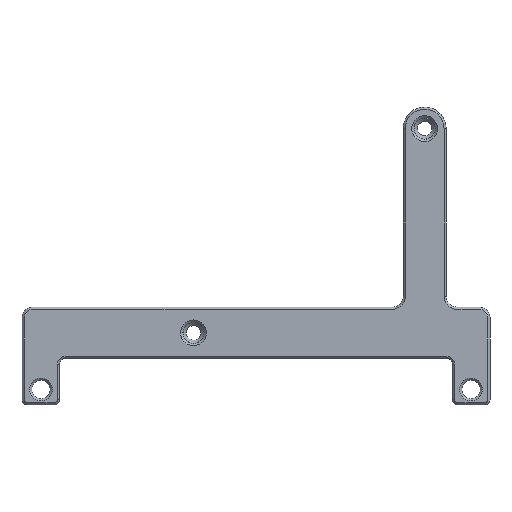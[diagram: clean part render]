
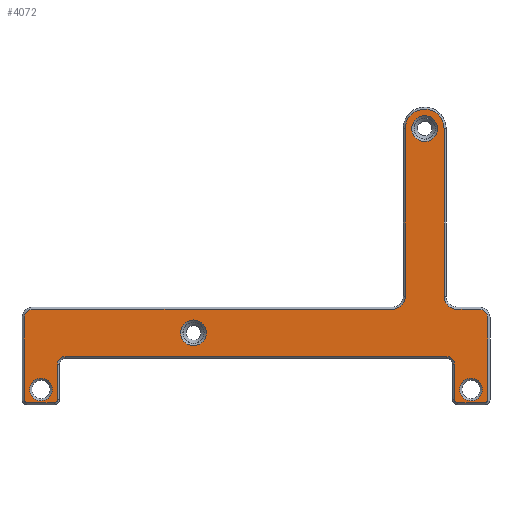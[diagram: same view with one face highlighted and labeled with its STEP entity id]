
A CAD part, front view. The second image highlights one B-rep face of the part: STEP entity #4072.
In plain terms, the highlighted planar face has unit normal (0, -1, 0).
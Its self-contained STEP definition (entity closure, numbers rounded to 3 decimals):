
#119=CIRCLE('',#4264,2.4);
#121=CIRCLE('',#4267,1.6);
#122=CIRCLE('',#4268,0.6);
#123=CIRCLE('',#4269,0.6);
#124=CIRCLE('',#4270,1.4);
#125=CIRCLE('',#4271,1.4);
#126=CIRCLE('',#4272,0.6);
#127=CIRCLE('',#4273,0.6);
#128=CIRCLE('',#4274,1.6);
#129=CIRCLE('',#4275,2.4);
#130=CIRCLE('',#4276,3.6);
#131=CIRCLE('',#4277,2.4);
#132=CIRCLE('',#4278,2.4);
#133=CIRCLE('',#4279,2.1);
#134=CIRCLE('',#4280,2.1);
#157=FACE_BOUND('',#675,.T.);
#158=FACE_BOUND('',#676,.T.);
#159=FACE_BOUND('',#677,.T.);
#160=FACE_BOUND('',#678,.T.);
#225=PLANE('',#4266);
#433=FACE_OUTER_BOUND('',#674,.T.);
#674=EDGE_LOOP('',(#3601,#3602,#3603,#3604,#3605,#3606,#3607,#3608,#3609,
#3610,#3611,#3612,#3613,#3614,#3615,#3616,#3617,#3618,#3619,#3620,#3621,
#3622));
#675=EDGE_LOOP('',(#3623));
#676=EDGE_LOOP('',(#3624));
#677=EDGE_LOOP('',(#3625));
#678=EDGE_LOOP('',(#3626));
#997=LINE('',#7905,#1318);
#998=LINE('',#7909,#1319);
#999=LINE('',#7913,#1320);
#1000=LINE('',#7917,#1321);
#1001=LINE('',#7921,#1322);
#1002=LINE('',#7925,#1323);
#1003=LINE('',#7929,#1324);
#1004=LINE('',#7933,#1325);
#1005=LINE('',#7937,#1326);
#1006=LINE('',#7941,#1327);
#1007=LINE('',#7944,#1328);
#1318=VECTOR('',#4894,10.);
#1319=VECTOR('',#4897,10.);
#1320=VECTOR('',#4900,10.);
#1321=VECTOR('',#4903,10.);
#1322=VECTOR('',#4906,10.);
#1323=VECTOR('',#4909,10.);
#1324=VECTOR('',#4912,10.);
#1325=VECTOR('',#4915,10.);
#1326=VECTOR('',#4918,10.);
#1327=VECTOR('',#4921,10.);
#1328=VECTOR('',#4924,10.);
#1916=VERTEX_POINT('',#7895);
#1918=VERTEX_POINT('',#7901);
#1919=VERTEX_POINT('',#7902);
#1920=VERTEX_POINT('',#7904);
#1921=VERTEX_POINT('',#7906);
#1922=VERTEX_POINT('',#7908);
#1923=VERTEX_POINT('',#7910);
#1924=VERTEX_POINT('',#7912);
#1925=VERTEX_POINT('',#7914);
#1926=VERTEX_POINT('',#7916);
#1927=VERTEX_POINT('',#7918);
#1928=VERTEX_POINT('',#7920);
#1929=VERTEX_POINT('',#7922);
#1930=VERTEX_POINT('',#7924);
#1931=VERTEX_POINT('',#7926);
#1932=VERTEX_POINT('',#7928);
#1933=VERTEX_POINT('',#7930);
#1934=VERTEX_POINT('',#7932);
#1935=VERTEX_POINT('',#7934);
#1936=VERTEX_POINT('',#7936);
#1937=VERTEX_POINT('',#7938);
#1938=VERTEX_POINT('',#7940);
#1939=VERTEX_POINT('',#7942);
#1940=VERTEX_POINT('',#7945);
#1941=VERTEX_POINT('',#7947);
#1942=VERTEX_POINT('',#7949);
#2487=EDGE_CURVE('',#1916,#1916,#119,.T.);
#2490=EDGE_CURVE('',#1918,#1919,#121,.T.);
#2491=EDGE_CURVE('',#1920,#1918,#997,.T.);
#2492=EDGE_CURVE('',#1921,#1920,#122,.T.);
#2493=EDGE_CURVE('',#1922,#1921,#998,.T.);
#2494=EDGE_CURVE('',#1923,#1922,#123,.T.);
#2495=EDGE_CURVE('',#1924,#1923,#999,.T.);
#2496=EDGE_CURVE('',#1925,#1924,#124,.T.);
#2497=EDGE_CURVE('',#1926,#1925,#1000,.T.);
#2498=EDGE_CURVE('',#1927,#1926,#125,.T.);
#2499=EDGE_CURVE('',#1928,#1927,#1001,.T.);
#2500=EDGE_CURVE('',#1929,#1928,#126,.T.);
#2501=EDGE_CURVE('',#1930,#1929,#1002,.T.);
#2502=EDGE_CURVE('',#1931,#1930,#127,.T.);
#2503=EDGE_CURVE('',#1932,#1931,#1003,.T.);
#2504=EDGE_CURVE('',#1933,#1932,#128,.T.);
#2505=EDGE_CURVE('',#1934,#1933,#1004,.T.);
#2506=EDGE_CURVE('',#1935,#1934,#129,.T.);
#2507=EDGE_CURVE('',#1936,#1935,#1005,.T.);
#2508=EDGE_CURVE('',#1937,#1936,#130,.T.);
#2509=EDGE_CURVE('',#1938,#1937,#1006,.T.);
#2510=EDGE_CURVE('',#1939,#1938,#131,.T.);
#2511=EDGE_CURVE('',#1919,#1939,#1007,.T.);
#2512=EDGE_CURVE('',#1940,#1940,#132,.T.);
#2513=EDGE_CURVE('',#1941,#1941,#133,.T.);
#2514=EDGE_CURVE('',#1942,#1942,#134,.T.);
#3601=ORIENTED_EDGE('',*,*,#2490,.F.);
#3602=ORIENTED_EDGE('',*,*,#2491,.F.);
#3603=ORIENTED_EDGE('',*,*,#2492,.F.);
#3604=ORIENTED_EDGE('',*,*,#2493,.F.);
#3605=ORIENTED_EDGE('',*,*,#2494,.F.);
#3606=ORIENTED_EDGE('',*,*,#2495,.F.);
#3607=ORIENTED_EDGE('',*,*,#2496,.F.);
#3608=ORIENTED_EDGE('',*,*,#2497,.F.);
#3609=ORIENTED_EDGE('',*,*,#2498,.F.);
#3610=ORIENTED_EDGE('',*,*,#2499,.F.);
#3611=ORIENTED_EDGE('',*,*,#2500,.F.);
#3612=ORIENTED_EDGE('',*,*,#2501,.F.);
#3613=ORIENTED_EDGE('',*,*,#2502,.F.);
#3614=ORIENTED_EDGE('',*,*,#2503,.F.);
#3615=ORIENTED_EDGE('',*,*,#2504,.F.);
#3616=ORIENTED_EDGE('',*,*,#2505,.F.);
#3617=ORIENTED_EDGE('',*,*,#2506,.F.);
#3618=ORIENTED_EDGE('',*,*,#2507,.F.);
#3619=ORIENTED_EDGE('',*,*,#2508,.F.);
#3620=ORIENTED_EDGE('',*,*,#2509,.F.);
#3621=ORIENTED_EDGE('',*,*,#2510,.F.);
#3622=ORIENTED_EDGE('',*,*,#2511,.F.);
#3623=ORIENTED_EDGE('',*,*,#2512,.F.);
#3624=ORIENTED_EDGE('',*,*,#2513,.F.);
#3625=ORIENTED_EDGE('',*,*,#2514,.F.);
#3626=ORIENTED_EDGE('',*,*,#2487,.F.);
#4072=ADVANCED_FACE('',(#433,#157,#158,#159,#160),#225,.F.);
#4264=AXIS2_PLACEMENT_3D('',#7896,#4885,#4886);
#4266=AXIS2_PLACEMENT_3D('',#7900,#4890,#4891);
#4267=AXIS2_PLACEMENT_3D('',#7903,#4892,#4893);
#4268=AXIS2_PLACEMENT_3D('',#7907,#4895,#4896);
#4269=AXIS2_PLACEMENT_3D('',#7911,#4898,#4899);
#4270=AXIS2_PLACEMENT_3D('',#7915,#4901,#4902);
#4271=AXIS2_PLACEMENT_3D('',#7919,#4904,#4905);
#4272=AXIS2_PLACEMENT_3D('',#7923,#4907,#4908);
#4273=AXIS2_PLACEMENT_3D('',#7927,#4910,#4911);
#4274=AXIS2_PLACEMENT_3D('',#7931,#4913,#4914);
#4275=AXIS2_PLACEMENT_3D('',#7935,#4916,#4917);
#4276=AXIS2_PLACEMENT_3D('',#7939,#4919,#4920);
#4277=AXIS2_PLACEMENT_3D('',#7943,#4922,#4923);
#4278=AXIS2_PLACEMENT_3D('',#7946,#4925,#4926);
#4279=AXIS2_PLACEMENT_3D('',#7948,#4927,#4928);
#4280=AXIS2_PLACEMENT_3D('',#7950,#4929,#4930);
#4885=DIRECTION('center_axis',(0.,-1.,0.));
#4886=DIRECTION('ref_axis',(1.,0.,0.));
#4890=DIRECTION('center_axis',(0.,1.,0.));
#4891=DIRECTION('ref_axis',(1.,0.,0.));
#4892=DIRECTION('center_axis',(0.,1.,0.));
#4893=DIRECTION('ref_axis',(-0.707,0.,0.707));
#4894=DIRECTION('',(0.,0.,1.));
#4895=DIRECTION('center_axis',(0.,1.,0.));
#4896=DIRECTION('ref_axis',(-0.707,0.,-0.707));
#4897=DIRECTION('',(-1.,0.,0.));
#4898=DIRECTION('center_axis',(0.,1.,0.));
#4899=DIRECTION('ref_axis',(0.707,0.,-0.707));
#4900=DIRECTION('',(0.,0.,-1.));
#4901=DIRECTION('center_axis',(0.,-1.,0.));
#4902=DIRECTION('ref_axis',(-0.707,0.,0.707));
#4903=DIRECTION('',(-1.,0.,0.));
#4904=DIRECTION('center_axis',(0.,-1.,0.));
#4905=DIRECTION('ref_axis',(0.707,0.,0.707));
#4906=DIRECTION('',(0.,0.,1.));
#4907=DIRECTION('center_axis',(0.,1.,0.));
#4908=DIRECTION('ref_axis',(-0.707,0.,-0.707));
#4909=DIRECTION('',(-1.,0.,0.));
#4910=DIRECTION('center_axis',(0.,1.,0.));
#4911=DIRECTION('ref_axis',(0.707,0.,-0.707));
#4912=DIRECTION('',(0.,0.,-1.));
#4913=DIRECTION('center_axis',(0.,1.,0.));
#4914=DIRECTION('ref_axis',(0.707,0.,0.707));
#4915=DIRECTION('',(1.,0.,0.));
#4916=DIRECTION('center_axis',(0.,-1.,0.));
#4917=DIRECTION('ref_axis',(-0.707,0.,-0.707));
#4918=DIRECTION('',(0.,0.,-1.));
#4919=DIRECTION('center_axis',(0.,1.,0.));
#4920=DIRECTION('ref_axis',(1.,0.,0.));
#4921=DIRECTION('',(0.,0.,1.));
#4922=DIRECTION('center_axis',(0.,-1.,0.));
#4923=DIRECTION('ref_axis',(0.707,0.,-0.707));
#4924=DIRECTION('',(1.,0.,0.));
#4925=DIRECTION('center_axis',(0.,-1.,0.));
#4926=DIRECTION('ref_axis',(1.,0.,0.));
#4927=DIRECTION('center_axis',(0.,-1.,0.));
#4928=DIRECTION('ref_axis',(0.,0.,1.));
#4929=DIRECTION('center_axis',(0.,-1.,0.));
#4930=DIRECTION('ref_axis',(0.,0.,1.));
#7895=CARTESIAN_POINT('',(28.98,0.,102.04));
#7896=CARTESIAN_POINT('Origin',(31.38,0.,102.04));
#7900=CARTESIAN_POINT('Origin',(0.,0.,76.34));
#7901=CARTESIAN_POINT('',(-43.13,0.,66.84));
#7902=CARTESIAN_POINT('',(-41.53,0.,68.44));
#7903=CARTESIAN_POINT('Origin',(-41.53,0.,66.84));
#7904=CARTESIAN_POINT('',(-43.13,0.,51.64));
#7905=CARTESIAN_POINT('',(-43.13,0.,63.49));
#7906=CARTESIAN_POINT('',(-42.53,0.,51.04));
#7907=CARTESIAN_POINT('Origin',(-42.53,0.,51.64));
#7908=CARTESIAN_POINT('',(-37.53,0.,51.04));
#7909=CARTESIAN_POINT('',(-18.265,0.,51.04));
#7910=CARTESIAN_POINT('',(-36.93,0.,51.64));
#7911=CARTESIAN_POINT('Origin',(-37.53,0.,51.64));
#7912=CARTESIAN_POINT('',(-36.93,0.,58.24));
#7913=CARTESIAN_POINT('',(-36.93,0.,67.79));
#7914=CARTESIAN_POINT('',(-35.53,0.,59.64));
#7915=CARTESIAN_POINT('Origin',(-35.53,0.,58.24));
#7916=CARTESIAN_POINT('',(35.53,0.,59.64));
#7917=CARTESIAN_POINT('',(18.265,0.,59.64));
#7918=CARTESIAN_POINT('',(36.93,0.,58.24));
#7919=CARTESIAN_POINT('Origin',(35.53,0.,58.24));
#7920=CARTESIAN_POINT('',(36.93,0.,51.64));
#7921=CARTESIAN_POINT('',(36.93,0.,63.49));
#7922=CARTESIAN_POINT('',(37.53,0.,51.04));
#7923=CARTESIAN_POINT('Origin',(37.53,0.,51.64));
#7924=CARTESIAN_POINT('',(42.53,0.,51.04));
#7925=CARTESIAN_POINT('',(21.765,0.,51.04));
#7926=CARTESIAN_POINT('',(43.13,0.,51.64));
#7927=CARTESIAN_POINT('Origin',(42.53,0.,51.64));
#7928=CARTESIAN_POINT('',(43.13,0.,66.84));
#7929=CARTESIAN_POINT('',(43.13,0.,72.59));
#7930=CARTESIAN_POINT('',(41.53,0.,68.44));
#7931=CARTESIAN_POINT('Origin',(41.53,0.,66.84));
#7932=CARTESIAN_POINT('',(37.38,0.,68.44));
#7933=CARTESIAN_POINT('',(17.69,0.,68.44));
#7934=CARTESIAN_POINT('',(34.98,0.,70.84));
#7935=CARTESIAN_POINT('Origin',(37.38,0.,70.84));
#7936=CARTESIAN_POINT('',(34.98,0.,102.04));
#7937=CARTESIAN_POINT('',(34.98,0.,89.19));
#7938=CARTESIAN_POINT('',(27.78,0.,102.04));
#7939=CARTESIAN_POINT('Origin',(31.38,0.,102.04));
#7940=CARTESIAN_POINT('',(27.78,0.,70.84));
#7941=CARTESIAN_POINT('',(27.78,0.,72.59));
#7942=CARTESIAN_POINT('',(25.38,0.,68.44));
#7943=CARTESIAN_POINT('Origin',(25.38,0.,70.84));
#7944=CARTESIAN_POINT('',(-21.765,0.,68.44));
#7945=CARTESIAN_POINT('',(-14.02,0.,64.04));
#7946=CARTESIAN_POINT('Origin',(-11.62,0.,64.04));
#7947=CARTESIAN_POINT('',(-40.,0.,51.4));
#7948=CARTESIAN_POINT('Origin',(-40.,0.,53.5));
#7949=CARTESIAN_POINT('',(40.,0.,51.4));
#7950=CARTESIAN_POINT('Origin',(40.,0.,53.5));
